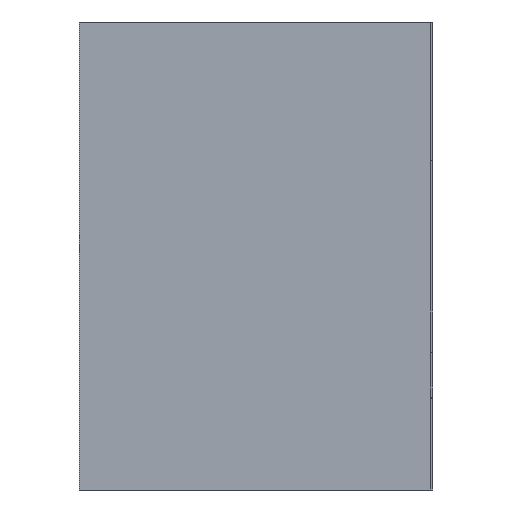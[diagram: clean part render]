
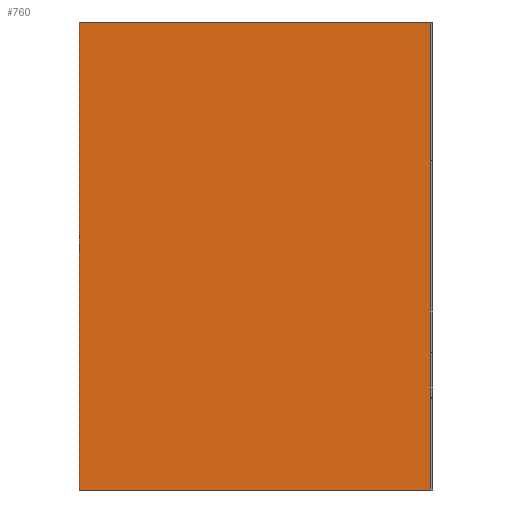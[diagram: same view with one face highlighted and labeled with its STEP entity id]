
A CAD part, left-side view. The second image highlights one B-rep face of the part: STEP entity #760.
In plain terms, the highlighted planar face has unit normal (-1, 0, 0).
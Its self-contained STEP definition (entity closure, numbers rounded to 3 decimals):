
#68=PLANE('',#850);
#108=FACE_OUTER_BOUND('',#152,.T.);
#152=EDGE_LOOP('',(#684,#685,#686,#687));
#222=LINE('',#1257,#304);
#229=LINE('',#1271,#311);
#230=LINE('',#1273,#312);
#231=LINE('',#1274,#313);
#304=VECTOR('',#1036,10.);
#311=VECTOR('',#1049,10.);
#312=VECTOR('',#1050,10.);
#313=VECTOR('',#1051,10.);
#399=VERTEX_POINT('',#1254);
#400=VERTEX_POINT('',#1256);
#404=VERTEX_POINT('',#1270);
#405=VERTEX_POINT('',#1272);
#494=EDGE_CURVE('',#400,#399,#222,.T.);
#501=EDGE_CURVE('',#400,#404,#229,.T.);
#502=EDGE_CURVE('',#405,#399,#230,.T.);
#503=EDGE_CURVE('',#404,#405,#231,.T.);
#684=ORIENTED_EDGE('',*,*,#501,.F.);
#685=ORIENTED_EDGE('',*,*,#494,.T.);
#686=ORIENTED_EDGE('',*,*,#502,.F.);
#687=ORIENTED_EDGE('',*,*,#503,.F.);
#760=ADVANCED_FACE('',(#108),#68,.T.);
#850=AXIS2_PLACEMENT_3D('',#1269,#1047,#1048);
#1036=DIRECTION('',(0.,0.,1.));
#1047=DIRECTION('center_axis',(-1.,0.,0.));
#1048=DIRECTION('ref_axis',(0.,-1.,0.));
#1049=DIRECTION('',(0.,1.,0.));
#1050=DIRECTION('',(0.,-1.,0.));
#1051=DIRECTION('',(0.,0.,1.));
#1254=CARTESIAN_POINT('',(40.,-75.,200.));
#1256=CARTESIAN_POINT('',(40.,-75.,0.));
#1257=CARTESIAN_POINT('',(40.,-75.,0.));
#1269=CARTESIAN_POINT('Origin',(40.,75.,0.));
#1270=CARTESIAN_POINT('',(40.,75.,0.));
#1271=CARTESIAN_POINT('',(40.,-75.,0.));
#1272=CARTESIAN_POINT('',(40.,75.,200.));
#1273=CARTESIAN_POINT('',(40.,-75.,200.));
#1274=CARTESIAN_POINT('',(40.,75.,0.));
